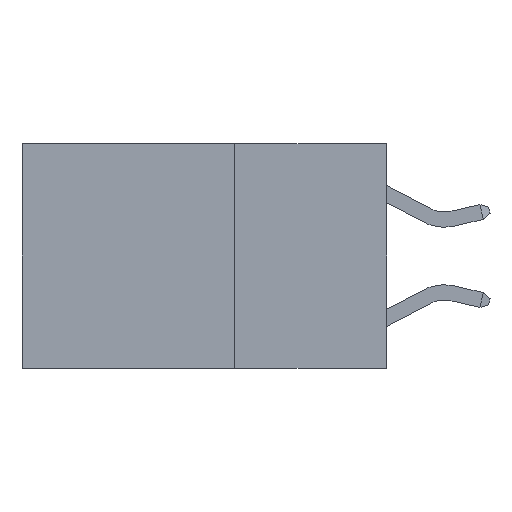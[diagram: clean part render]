
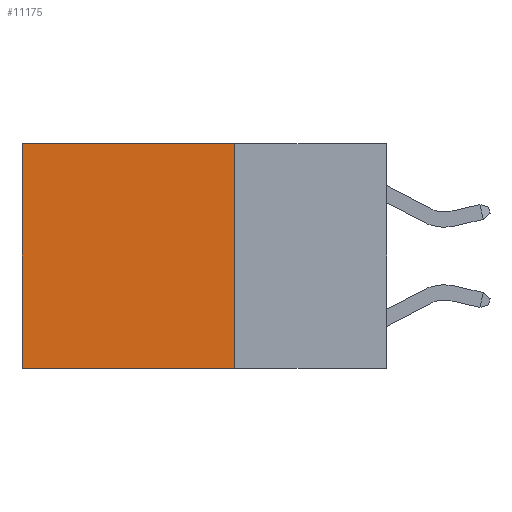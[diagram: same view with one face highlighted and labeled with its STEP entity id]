
A CAD part, left-side view. The second image highlights one B-rep face of the part: STEP entity #11175.
In plain terms, the highlighted planar face has unit normal (-1, 0, 0).
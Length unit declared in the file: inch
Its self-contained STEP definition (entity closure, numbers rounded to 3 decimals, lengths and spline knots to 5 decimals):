
#377 = CARTESIAN_POINT ( 'NONE',  ( 0.2625, 0.25, -0.37 ) ) ;
#674 = VECTOR ( 'NONE', #1461, 39.37008 ) ;
#1461 = DIRECTION ( 'NONE',  ( 0., 1., 0. ) ) ;
#3340 = LINE ( 'NONE', #10423, #17929 ) ;
#3728 = ORIENTED_EDGE ( 'NONE', *, *, #12508, .T. ) ;
#3756 = LINE ( 'NONE', #15928, #22480 ) ;
#3799 = VERTEX_POINT ( 'NONE', #8311 ) ;
#3968 = DIRECTION ( 'NONE',  ( 0., 1., 0. ) ) ;
#4007 = DIRECTION ( 'NONE',  ( 0., 0., -1. ) ) ;
#4376 = EDGE_CURVE ( 'NONE', #3799, #8016, #7339, .T. ) ;
#5395 = FACE_OUTER_BOUND ( 'NONE', #11852, .T. ) ;
#5531 = ORIENTED_EDGE ( 'NONE', *, *, #11691, .F. ) ;
#5648 = CARTESIAN_POINT ( 'NONE',  ( 0.2625, 0.25, 0. ) ) ;
#6674 = LINE ( 'NONE', #17593, #674 ) ;
#7339 = LINE ( 'NONE', #377, #20659 ) ;
#8016 = VERTEX_POINT ( 'NONE', #14724 ) ;
#8311 = CARTESIAN_POINT ( 'NONE',  ( 0.2625, 0.25, -0.37 ) ) ;
#8770 = AXIS2_PLACEMENT_3D ( 'NONE', #19808, #14457, #4007 ) ;
#10270 = VERTEX_POINT ( 'NONE', #18115 ) ;
#10423 = CARTESIAN_POINT ( 'NONE',  ( 0.2625, 0.6, 0. ) ) ;
#10655 = EDGE_CURVE ( 'NONE', #10270, #8016, #3340, .T. ) ;
#10863 = PLANE ( 'NONE',  #8770 ) ;
#11106 = ORIENTED_EDGE ( 'NONE', *, *, #10655, .T. ) ;
#11175 = ADVANCED_FACE ( 'NONE', ( #5395 ), #10863, .F. ) ;
#11691 = EDGE_CURVE ( 'NONE', #17908, #3799, #3756, .T. ) ;
#11852 = EDGE_LOOP ( 'NONE', ( #11106, #14254, #5531, #3728 ) ) ;
#12508 = EDGE_CURVE ( 'NONE', #17908, #10270, #6674, .T. ) ;
#14254 = ORIENTED_EDGE ( 'NONE', *, *, #4376, .F. ) ;
#14457 = DIRECTION ( 'NONE',  ( 1., 0., 0. ) ) ;
#14724 = CARTESIAN_POINT ( 'NONE',  ( 0.2625, 0.6, -0.37 ) ) ;
#15928 = CARTESIAN_POINT ( 'NONE',  ( 0.2625, 0.25, 0. ) ) ;
#16055 = DIRECTION ( 'NONE',  ( 0., 0., -1. ) ) ;
#17593 = CARTESIAN_POINT ( 'NONE',  ( 0.2625, 0.25, 0. ) ) ;
#17908 = VERTEX_POINT ( 'NONE', #5648 ) ;
#17929 = VECTOR ( 'NONE', #21678, 39.37008 ) ;
#18115 = CARTESIAN_POINT ( 'NONE',  ( 0.2625, 0.6, 0. ) ) ;
#19808 = CARTESIAN_POINT ( 'NONE',  ( 0.2625, 0.25, 0. ) ) ;
#20659 = VECTOR ( 'NONE', #3968, 39.37008 ) ;
#21678 = DIRECTION ( 'NONE',  ( 0., 0., -1. ) ) ;
#22480 = VECTOR ( 'NONE', #16055, 39.37008 ) ;
